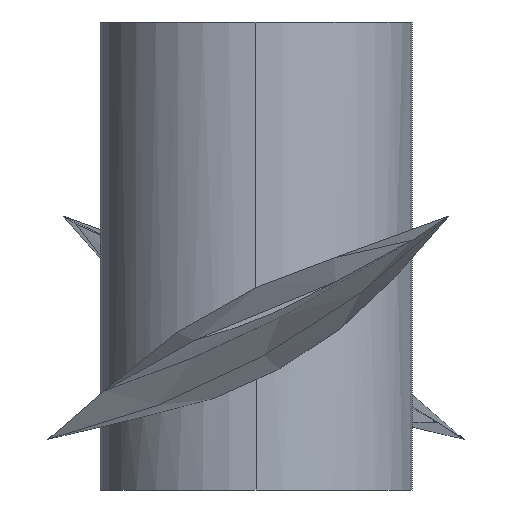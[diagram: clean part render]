
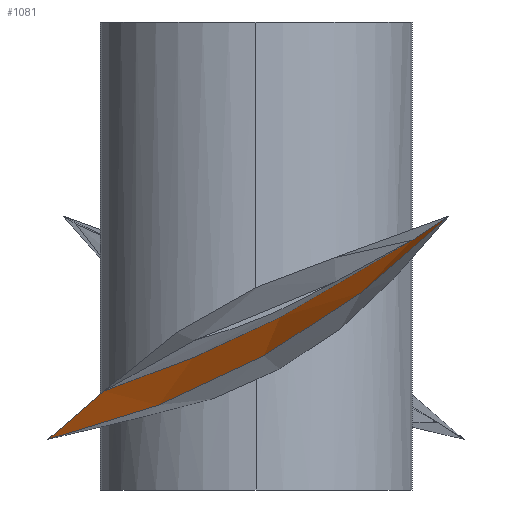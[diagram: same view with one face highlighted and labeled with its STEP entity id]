
A CAD part, left-side view. The second image highlights one B-rep face of the part: STEP entity #1081.
In plain terms, the highlighted free-form (B-spline) face has degree [3, 1] with [10, 2] control points.
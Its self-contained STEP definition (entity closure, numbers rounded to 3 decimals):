
#19 = ORIENTED_EDGE ( 'NONE', *, *, #657, .T. ) ;
#24 = CARTESIAN_POINT ( 'NONE',  ( -100., 4.877, 3.164 ) ) ;
#46 = CARTESIAN_POINT ( 'NONE',  ( -75., 0.838, 3.693 ) ) ;
#67 = CARTESIAN_POINT ( 'NONE',  ( -100., -1.047, 5.664 ) ) ;
#68 = ORIENTED_EDGE ( 'NONE', *, *, #214, .T. ) ;
#114 = CARTESIAN_POINT ( 'NONE',  ( -100., -3.455, 7.011 ) ) ;
#120 = CARTESIAN_POINT ( 'NONE',  ( -100., 0.607, 4.854 ) ) ;
#147 = CARTESIAN_POINT ( 'NONE',  ( -100., -1.86, 6.096 ) ) ;
#184 = DIRECTION ( 'NONE',  ( 0.996, 0.071, -0.061 ) ) ;
#189 = CARTESIAN_POINT ( 'NONE',  ( -75., 12.791, 27.711 ) ) ;
#197 = CARTESIAN_POINT ( 'NONE',  ( -75., -2.393, 5.594 ) ) ;
#203 = CARTESIAN_POINT ( 'NONE',  ( -75., 4.291, 2.266 ) ) ;
#208 = CARTESIAN_POINT ( 'NONE',  ( -100., -4.237, 7.494 ) ) ;
#214 = EDGE_CURVE ( 'NONE', #769, #589, #793, .T. ) ;
#236 = CARTESIAN_POINT ( 'NONE',  ( -100., 1.447, 4.476 ) ) ;
#262 = DIRECTION ( 'NONE',  ( -1., 0., 0. ) ) ;
#276 = DIRECTION ( 'NONE',  ( 0., 0., 1. ) ) ;
#277 = LINE ( 'NONE', #937, #1043 ) ;
#286 = EDGE_CURVE ( 'NONE', #789, #572, #277, .T. ) ;
#296 = CARTESIAN_POINT ( 'NONE',  ( -100., 4.009, 3.456 ) ) ;
#364 = CARTESIAN_POINT ( 'NONE',  ( -75., 6.669, 1.621 ) ) ;
#378 = CARTESIAN_POINT ( 'NONE',  ( -100., 3.148, 3.777 ) ) ;
#398 = CARTESIAN_POINT ( 'NONE',  ( -100., 0.607, 4.854 ) ) ;
#461 = CARTESIAN_POINT ( 'NONE',  ( -75., -1.345, 4.91 ) ) ;
#471 = FACE_OUTER_BOUND ( 'NONE', #519, .T. ) ;
#482 = CARTESIAN_POINT ( 'NONE',  ( -100., -5., 8.002 ) ) ;
#503 = ORIENTED_EDGE ( 'NONE', *, *, #903, .T. ) ;
#519 = EDGE_LOOP ( 'NONE', ( #503, #822, #19, #68 ) ) ;
#532 = CARTESIAN_POINT ( 'NONE',  ( -100., -1.86, 6.096 ) ) ;
#540 = CARTESIAN_POINT ( 'NONE',  ( -100., 4.877, 3.164 ) ) ;
#557 = CARTESIAN_POINT ( 'NONE',  ( -100., -4.237, 7.494 ) ) ;
#561 = CARTESIAN_POINT ( 'NONE',  ( -100., -3.455, 7.011 ) ) ;
#572 = VERTEX_POINT ( 'NONE', #1044 ) ;
#589 = VERTEX_POINT ( 'NONE', #896 ) ;
#610 = CARTESIAN_POINT ( 'NONE',  ( -100., -5., 8.002 ) ) ;
#657 = EDGE_CURVE ( 'NONE', #572, #769, #846, .T. ) ;
#691 = CARTESIAN_POINT ( 'NONE',  ( -75., -6.175, 8.778 ) ) ;
#706 = CARTESIAN_POINT ( 'NONE',  ( -75., -4.376, 7.095 ) ) ;
#712 = CARTESIAN_POINT ( 'NONE',  ( -87.5, -5.588, 8.39 ) ) ;
#713 = CARTESIAN_POINT ( 'NONE',  ( -75., -5.31, 7.911 ) ) ;
#717 = CARTESIAN_POINT ( 'NONE',  ( -75., -6.175, 8.778 ) ) ;
#729 = CARTESIAN_POINT ( 'NONE',  ( -100., 3.148, 3.777 ) ) ;
#749 = B_SPLINE_CURVE_WITH_KNOTS ( 'NONE', 3,
 ( #482, #557, #561, #147, #67, #398, #236, #729, #910, #831 ),
 .UNSPECIFIED., .F., .F.,
 ( 4, 2, 2, 2, 4 ),
 ( 0., 0.25, 0.5, 0.75, 1. ),
 .UNSPECIFIED. ) ;
#769 = VERTEX_POINT ( 'NONE', #691 ) ;
#785 = CARTESIAN_POINT ( 'NONE',  ( -100., -1.047, 5.664 ) ) ;
#789 = VERTEX_POINT ( 'NONE', #540 ) ;
#793 = LINE ( 'NONE', #712, #1088 ) ;
#803 = CARTESIAN_POINT ( 'NONE',  ( -100., 1.447, 4.476 ) ) ;
#822 = ORIENTED_EDGE ( 'NONE', *, *, #286, .T. ) ;
#831 = CARTESIAN_POINT ( 'NONE',  ( -100., 4.877, 3.164 ) ) ;
#846 = CIRCLE ( 'NONE', #953, 26.798 ) ;
#868 = CARTESIAN_POINT ( 'NONE',  ( -75., 5.476, 1.901 ) ) ;
#895 = B_SPLINE_SURFACE_WITH_KNOTS ( 'NONE', 3, 1, ( 
 ( #610, #717 ),
 ( #208, #713 ),
 ( #114, #706 ),
 ( #532, #197 ),
 ( #785, #461 ),
 ( #120, #46 ),
 ( #803, #1045 ),
 ( #378, #203 ),
 ( #296, #868 ),
 ( #24, #364 ) ),
 .UNSPECIFIED., .F., .F., .F.,
 ( 4, 2, 2, 2, 4 ),
 ( 2, 2 ),
 ( 0., 0.25, 0.5, 0.75, 1. ),
 ( 0., 1. ),
 .UNSPECIFIED. ) ;
#896 = CARTESIAN_POINT ( 'NONE',  ( -100., -5., 8.002 ) ) ;
#903 = EDGE_CURVE ( 'NONE', #589, #789, #749, .T. ) ;
#910 = CARTESIAN_POINT ( 'NONE',  ( -100., 4.009, 3.456 ) ) ;
#937 = CARTESIAN_POINT ( 'NONE',  ( -87.5, 5.773, 2.393 ) ) ;
#953 = AXIS2_PLACEMENT_3D ( 'NONE', #189, #262, #276 ) ;
#1043 = VECTOR ( 'NONE', #184, 1000. ) ;
#1044 = CARTESIAN_POINT ( 'NONE',  ( -75., 6.669, 1.621 ) ) ;
#1045 = CARTESIAN_POINT ( 'NONE',  ( -75., 1.972, 3.162 ) ) ;
#1049 = DIRECTION ( 'NONE',  ( -0.998, 0.047, -0.031 ) ) ;
#1081 = ADVANCED_FACE ( 'NONE', ( #471 ), #895, .T. ) ;
#1088 = VECTOR ( 'NONE', #1049, 1000. ) ;
